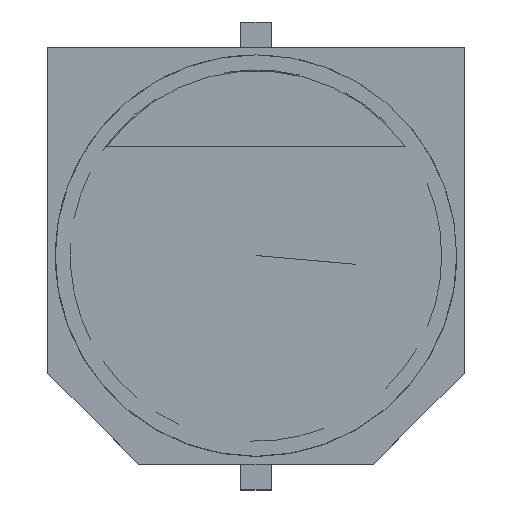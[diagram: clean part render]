
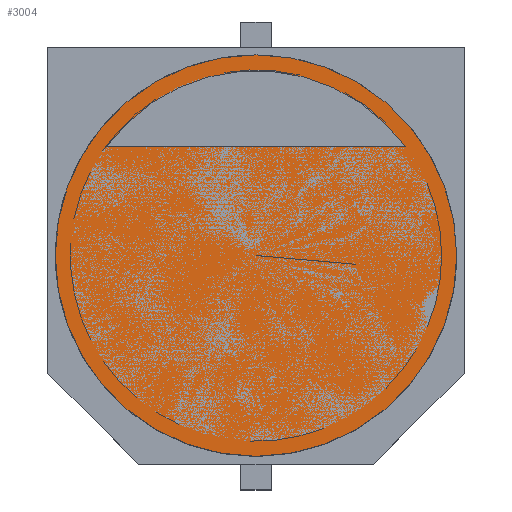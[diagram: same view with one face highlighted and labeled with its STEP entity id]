
A CAD part, top view. The second image highlights one B-rep face of the part: STEP entity #3004.
In plain terms, the highlighted face is a revolution surface.
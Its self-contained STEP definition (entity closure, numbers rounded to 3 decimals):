
#3004 = ADVANCED_FACE('',(#3005),#3019,.F.);
#3005 = FACE_BOUND('',#3006,.F.);
#3006 = EDGE_LOOP('',(#3007,#3039,#3065));
#3007 = ORIENTED_EDGE('',*,*,#3008,.T.);
#3008 = EDGE_CURVE('',#3009,#3011,#3013,.T.);
#3009 = VERTEX_POINT('',#3010);
#3010 = CARTESIAN_POINT('',(0.,0.,5.4));
#3011 = VERTEX_POINT('',#3012);
#3012 = CARTESIAN_POINT('',(4.,0.,5.4));
#3013 = SEAM_CURVE('',#3014,(#3018,#3032),.PCURVE_S1.);
#3014 = LINE('',#3015,#3016);
#3015 = CARTESIAN_POINT('',(0.,0.,5.4));
#3016 = VECTOR('',#3017,1.);
#3017 = DIRECTION('',(1.,0.,0.));
#3018 = PCURVE('',#3019,#3027);
#3019 = SURFACE_OF_REVOLUTION('',#3020,#3024);
#3020 = LINE('',#3021,#3022);
#3021 = CARTESIAN_POINT('',(0.,0.,5.4));
#3022 = VECTOR('',#3023,1.);
#3023 = DIRECTION('',(1.,0.,0.));
#3024 = AXIS1_PLACEMENT('',#3025,#3026);
#3025 = CARTESIAN_POINT('',(0.,0.,4.));
#3026 = DIRECTION('',(0.,-0.,1.));
#3027 = DEFINITIONAL_REPRESENTATION('',(#3028),#3031);
#3028 = B_SPLINE_CURVE_WITH_KNOTS('',1,(#3029,#3030),.UNSPECIFIED.,.F.,
  .F.,(2,2),(0.,4.),.PIECEWISE_BEZIER_KNOTS.);
#3029 = CARTESIAN_POINT('',(6.283,0.));
#3030 = CARTESIAN_POINT('',(6.283,4.));
#3031 = ( GEOMETRIC_REPRESENTATION_CONTEXT(2) 
PARAMETRIC_REPRESENTATION_CONTEXT() REPRESENTATION_CONTEXT('2D SPACE',''
  ) );
#3032 = PCURVE('',#3019,#3033);
#3033 = DEFINITIONAL_REPRESENTATION('',(#3034),#3038);
#3034 = LINE('',#3035,#3036);
#3035 = CARTESIAN_POINT('',(0.,0.));
#3036 = VECTOR('',#3037,1.);
#3037 = DIRECTION('',(0.,1.));
#3038 = ( GEOMETRIC_REPRESENTATION_CONTEXT(2) 
PARAMETRIC_REPRESENTATION_CONTEXT() REPRESENTATION_CONTEXT('2D SPACE',''
  ) );
#3039 = ORIENTED_EDGE('',*,*,#3040,.F.);
#3040 = EDGE_CURVE('',#3011,#3011,#3041,.T.);
#3041 = SURFACE_CURVE('',#3042,(#3047,#3054),.PCURVE_S1.);
#3042 = CIRCLE('',#3043,4.);
#3043 = AXIS2_PLACEMENT_3D('',#3044,#3045,#3046);
#3044 = CARTESIAN_POINT('',(0.,0.,5.4));
#3045 = DIRECTION('',(0.,-0.,1.));
#3046 = DIRECTION('',(1.,0.,0.));
#3047 = PCURVE('',#3019,#3048);
#3048 = DEFINITIONAL_REPRESENTATION('',(#3049),#3053);
#3049 = LINE('',#3050,#3051);
#3050 = CARTESIAN_POINT('',(0.,4.));
#3051 = VECTOR('',#3052,1.);
#3052 = DIRECTION('',(1.,0.));
#3053 = ( GEOMETRIC_REPRESENTATION_CONTEXT(2) 
PARAMETRIC_REPRESENTATION_CONTEXT() REPRESENTATION_CONTEXT('2D SPACE',''
  ) );
#3054 = PCURVE('',#3055,#3060);
#3055 = CYLINDRICAL_SURFACE('',#3056,4.);
#3056 = AXIS2_PLACEMENT_3D('',#3057,#3058,#3059);
#3057 = CARTESIAN_POINT('',(0.,0.,5.4));
#3058 = DIRECTION('',(0.,-0.,1.));
#3059 = DIRECTION('',(1.,0.,0.));
#3060 = DEFINITIONAL_REPRESENTATION('',(#3061),#3064);
#3061 = B_SPLINE_CURVE_WITH_KNOTS('',1,(#3062,#3063),.UNSPECIFIED.,.F.,
  .F.,(2,2),(0.,6.283),.PIECEWISE_BEZIER_KNOTS.);
#3062 = CARTESIAN_POINT('',(0.,0.));
#3063 = CARTESIAN_POINT('',(6.283,0.));
#3064 = ( GEOMETRIC_REPRESENTATION_CONTEXT(2) 
PARAMETRIC_REPRESENTATION_CONTEXT() REPRESENTATION_CONTEXT('2D SPACE',''
  ) );
#3065 = ORIENTED_EDGE('',*,*,#3008,.F.);
